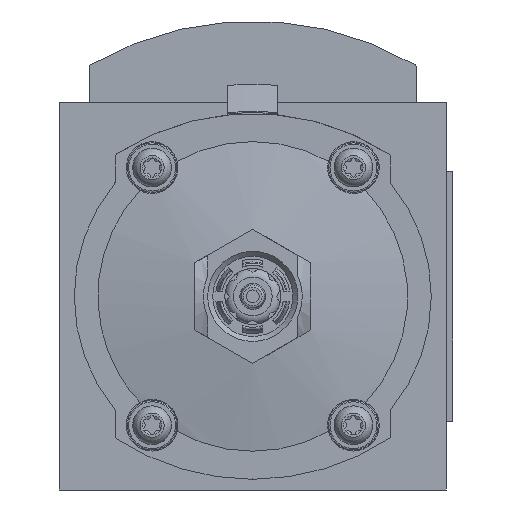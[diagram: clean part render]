
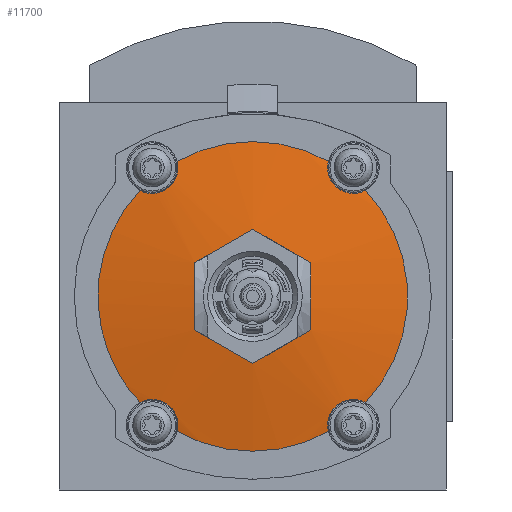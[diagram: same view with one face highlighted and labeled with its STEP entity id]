
A CAD part, front view. The second image highlights one B-rep face of the part: STEP entity #11700.
In plain terms, the highlighted spherical face has radius 160 mm.
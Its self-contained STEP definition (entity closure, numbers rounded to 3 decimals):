
#1980=B_SPLINE_CURVE_WITH_KNOTS('',3,(#16325,#16326,#16327,#16328,#16329,
#16330,#16331),.UNSPECIFIED.,.F.,.F.,(4,1,1,1,4),(0.,0.003,
0.007,0.01,0.014),
 .UNSPECIFIED.);
#1981=B_SPLINE_CURVE_WITH_KNOTS('',3,(#16335,#16336,#16337,#16338,#16339,
#16340,#16341),.UNSPECIFIED.,.F.,.F.,(4,1,1,1,4),(0.,0.003,
0.007,0.01,0.014),.UNSPECIFIED.);
#1982=B_SPLINE_CURVE_WITH_KNOTS('',3,(#16345,#16346,#16347,#16348,#16349,
#16350,#16351),.UNSPECIFIED.,.F.,.F.,(4,1,1,1,4),(0.,0.003,
0.007,0.01,0.014),
 .UNSPECIFIED.);
#1983=B_SPLINE_CURVE_WITH_KNOTS('',3,(#16355,#16356,#16357,#16358,#16359,
#16360,#16361),.UNSPECIFIED.,.F.,.F.,(4,1,1,1,4),(0.,0.003,
0.007,0.01,0.014),
 .UNSPECIFIED.);
#2227=ORIENTED_EDGE('',*,*,#4650,.F.);
#2228=ORIENTED_EDGE('',*,*,#4651,.T.);
#2229=ORIENTED_EDGE('',*,*,#4652,.F.);
#2230=ORIENTED_EDGE('',*,*,#4653,.T.);
#2231=ORIENTED_EDGE('',*,*,#4654,.F.);
#2232=ORIENTED_EDGE('',*,*,#4655,.T.);
#2233=ORIENTED_EDGE('',*,*,#4656,.F.);
#2234=ORIENTED_EDGE('',*,*,#4657,.T.);
#2235=ORIENTED_EDGE('',*,*,#4658,.F.);
#2236=ORIENTED_EDGE('',*,*,#4659,.F.);
#2237=ORIENTED_EDGE('',*,*,#4660,.F.);
#2238=ORIENTED_EDGE('',*,*,#4661,.F.);
#2239=ORIENTED_EDGE('',*,*,#4662,.F.);
#2240=ORIENTED_EDGE('',*,*,#4663,.F.);
#4650=EDGE_CURVE('',#5833,#5834,#6591,.T.);
#4651=EDGE_CURVE('',#5833,#5835,#1980,.T.);
#4652=EDGE_CURVE('',#5836,#5835,#6592,.T.);
#4653=EDGE_CURVE('',#5836,#5837,#1981,.T.);
#4654=EDGE_CURVE('',#5838,#5837,#6593,.T.);
#4655=EDGE_CURVE('',#5838,#5839,#1982,.T.);
#4656=EDGE_CURVE('',#5840,#5839,#6594,.T.);
#4657=EDGE_CURVE('',#5840,#5834,#1983,.T.);
#4658=EDGE_CURVE('',#5841,#5842,#6595,.F.);
#4659=EDGE_CURVE('',#5843,#5841,#6596,.F.);
#4660=EDGE_CURVE('',#5844,#5843,#6597,.F.);
#4661=EDGE_CURVE('',#5845,#5844,#6598,.F.);
#4662=EDGE_CURVE('',#5846,#5845,#6599,.F.);
#4663=EDGE_CURVE('',#5842,#5846,#6600,.F.);
#5833=VERTEX_POINT('',#16323);
#5834=VERTEX_POINT('',#16324);
#5835=VERTEX_POINT('',#16332);
#5836=VERTEX_POINT('',#16334);
#5837=VERTEX_POINT('',#16342);
#5838=VERTEX_POINT('',#16344);
#5839=VERTEX_POINT('',#16352);
#5840=VERTEX_POINT('',#16354);
#5841=VERTEX_POINT('',#16363);
#5842=VERTEX_POINT('',#16364);
#5843=VERTEX_POINT('',#16366);
#5844=VERTEX_POINT('',#16368);
#5845=VERTEX_POINT('',#16370);
#5846=VERTEX_POINT('',#16372);
#6591=CIRCLE('',#12283,35.989);
#6592=CIRCLE('',#12284,35.989);
#6593=CIRCLE('',#12285,35.989);
#6594=CIRCLE('',#12286,35.989);
#6595=CIRCLE('',#12287,159.429);
#6596=CIRCLE('',#12288,159.429);
#6597=CIRCLE('',#12289,159.429);
#6598=CIRCLE('',#12290,159.429);
#6599=CIRCLE('',#12291,159.429);
#6600=CIRCLE('',#12292,159.429);
#6999=EDGE_LOOP('',(#2227,#2228,#2229,#2230,#2231,#2232,#2233,#2234));
#7000=EDGE_LOOP('',(#2235,#2236,#2237,#2238,#2239,#2240));
#7631=FACE_BOUND('',#6999,.T.);
#7632=FACE_BOUND('',#7000,.T.);
#8213=SPHERICAL_SURFACE('',#12282,160.);
#11700=ADVANCED_FACE('',(#7631,#7632),#8213,.T.);
#12282=AXIS2_PLACEMENT_3D('',#16321,#13367,#13368);
#12283=AXIS2_PLACEMENT_3D('',#16322,#13369,#13370);
#12284=AXIS2_PLACEMENT_3D('',#16333,#13371,#13372);
#12285=AXIS2_PLACEMENT_3D('',#16343,#13373,#13374);
#12286=AXIS2_PLACEMENT_3D('',#16353,#13375,#13376);
#12287=AXIS2_PLACEMENT_3D('',#16362,#13377,#13378);
#12288=AXIS2_PLACEMENT_3D('',#16365,#13379,#13380);
#12289=AXIS2_PLACEMENT_3D('',#16367,#13381,#13382);
#12290=AXIS2_PLACEMENT_3D('',#16369,#13383,#13384);
#12291=AXIS2_PLACEMENT_3D('',#16371,#13385,#13386);
#12292=AXIS2_PLACEMENT_3D('',#16373,#13387,#13388);
#13367=DIRECTION('',(0.,-1.,0.));
#13368=DIRECTION('',(-1.,0.,0.));
#13369=DIRECTION('',(0.,1.,0.));
#13370=DIRECTION('',(0.,0.,1.));
#13371=DIRECTION('',(0.,1.,0.));
#13372=DIRECTION('',(0.,0.,1.));
#13373=DIRECTION('',(0.,1.,0.));
#13374=DIRECTION('',(0.,0.,1.));
#13375=DIRECTION('',(0.,1.,0.));
#13376=DIRECTION('',(0.,0.,1.));
#13377=DIRECTION('',(0.5,0.,0.866));
#13378=DIRECTION('',(0.866,0.,-0.5));
#13379=DIRECTION('',(1.,0.,0.));
#13380=DIRECTION('',(0.,0.,-1.));
#13381=DIRECTION('',(0.5,0.,-0.866));
#13382=DIRECTION('',(-0.866,0.,-0.5));
#13383=DIRECTION('',(-0.5,0.,-0.866));
#13384=DIRECTION('',(-0.866,0.,0.5));
#13385=DIRECTION('',(-1.,0.,0.));
#13386=DIRECTION('',(0.,0.,1.));
#13387=DIRECTION('',(-0.5,0.,0.866));
#13388=DIRECTION('',(0.866,0.,0.5));
#16321=CARTESIAN_POINT('',(0.,-262.6,0.));
#16322=CARTESIAN_POINT('',(0.,-418.5,0.));
#16323=CARTESIAN_POINT('',(26.22,-418.5,24.651));
#16324=CARTESIAN_POINT('',(26.22,-418.5,-24.651));
#16325=CARTESIAN_POINT('',(26.22,-418.5,24.651));
#16326=CARTESIAN_POINT('',(25.208,-418.756,24.111));
#16327=CARTESIAN_POINT('',(22.893,-419.195,23.624));
#16328=CARTESIAN_POINT('',(19.485,-419.453,24.936));
#16329=CARTESIAN_POINT('',(17.386,-419.196,27.922));
#16330=CARTESIAN_POINT('',(17.296,-418.756,30.292));
#16331=CARTESIAN_POINT('',(17.576,-418.5,31.405));
#16332=CARTESIAN_POINT('',(17.576,-418.5,31.405));
#16333=CARTESIAN_POINT('',(0.,-418.5,0.));
#16334=CARTESIAN_POINT('',(-17.576,-418.5,31.405));
#16335=CARTESIAN_POINT('',(-17.576,-418.5,31.405));
#16336=CARTESIAN_POINT('',(-17.296,-418.756,30.292));
#16337=CARTESIAN_POINT('',(-17.384,-419.195,27.929));
#16338=CARTESIAN_POINT('',(-19.481,-419.453,24.939));
#16339=CARTESIAN_POINT('',(-22.886,-419.196,23.624));
#16340=CARTESIAN_POINT('',(-25.208,-418.756,24.111));
#16341=CARTESIAN_POINT('',(-26.22,-418.5,24.651));
#16342=CARTESIAN_POINT('',(-26.22,-418.5,24.651));
#16343=CARTESIAN_POINT('',(0.,-418.5,0.));
#16344=CARTESIAN_POINT('',(-26.22,-418.5,-24.651));
#16345=CARTESIAN_POINT('',(-26.22,-418.5,-24.651));
#16346=CARTESIAN_POINT('',(-25.208,-418.756,-24.111));
#16347=CARTESIAN_POINT('',(-22.893,-419.195,-23.624));
#16348=CARTESIAN_POINT('',(-19.485,-419.453,-24.936));
#16349=CARTESIAN_POINT('',(-17.386,-419.196,-27.922));
#16350=CARTESIAN_POINT('',(-17.296,-418.756,-30.292));
#16351=CARTESIAN_POINT('',(-17.576,-418.5,-31.405));
#16352=CARTESIAN_POINT('',(-17.576,-418.5,-31.405));
#16353=CARTESIAN_POINT('',(0.,-418.5,0.));
#16354=CARTESIAN_POINT('',(17.576,-418.5,-31.405));
#16355=CARTESIAN_POINT('',(17.576,-418.5,-31.405));
#16356=CARTESIAN_POINT('',(17.296,-418.756,-30.292));
#16357=CARTESIAN_POINT('',(17.384,-419.195,-27.929));
#16358=CARTESIAN_POINT('',(19.481,-419.453,-24.939));
#16359=CARTESIAN_POINT('',(22.886,-419.196,-23.624));
#16360=CARTESIAN_POINT('',(25.208,-418.756,-24.111));
#16361=CARTESIAN_POINT('',(26.22,-418.5,-24.651));
#16362=CARTESIAN_POINT('',(6.75,-262.6,11.691));
#16363=CARTESIAN_POINT('',(13.5,-421.839,7.794));
#16364=CARTESIAN_POINT('',(0.,-421.839,15.588));
#16365=CARTESIAN_POINT('',(13.5,-262.6,0.));
#16366=CARTESIAN_POINT('',(13.5,-421.839,-7.794));
#16367=CARTESIAN_POINT('',(6.75,-262.6,-11.691));
#16368=CARTESIAN_POINT('',(0.,-421.839,-15.588));
#16369=CARTESIAN_POINT('',(-6.75,-262.6,-11.691));
#16370=CARTESIAN_POINT('',(-13.5,-421.839,-7.794));
#16371=CARTESIAN_POINT('',(-13.5,-262.6,0.));
#16372=CARTESIAN_POINT('',(-13.5,-421.839,7.794));
#16373=CARTESIAN_POINT('',(-6.75,-262.6,11.691));
